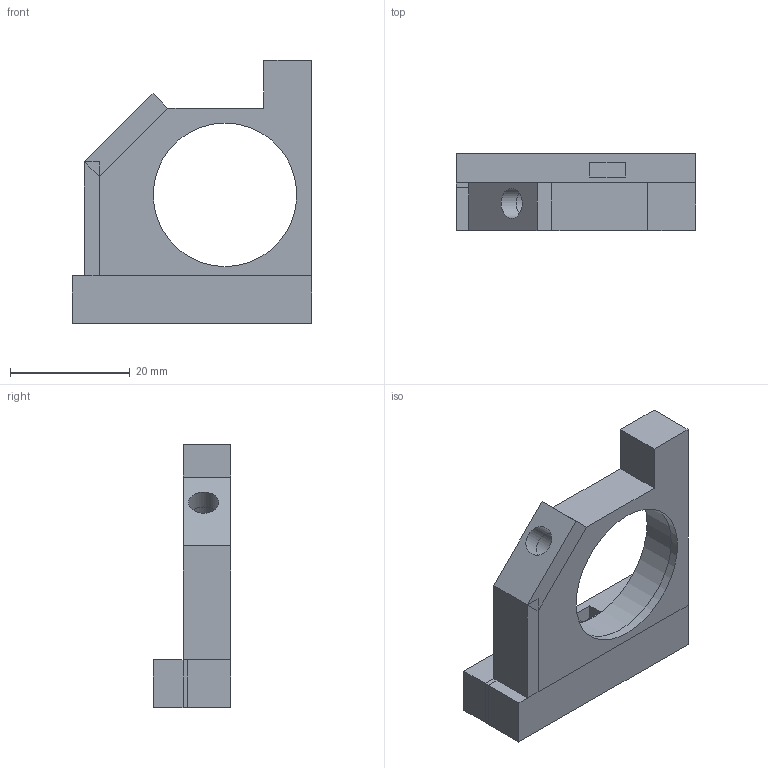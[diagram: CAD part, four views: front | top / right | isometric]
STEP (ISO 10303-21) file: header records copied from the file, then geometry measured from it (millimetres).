
FILE_DESCRIPTION(('FreeCAD Model'),'2;1');
FILE_NAME('Open CASCADE Shape Model','2024-09-05T11:14:43',('Author'),( ''),'Open CASCADE STEP processor 7.6','FreeCAD','Unknown');
FILE_SCHEMA(('AUTOMOTIVE_DESIGN { 1 0 10303 214 1 1 1 1 }'));
Length unit declared in the file: millimetre
Products named in the file (1): Corpo
Bounding box: 40 x 13 x 44 mm (x, y, z)
Volume: 8374.8 mm3; surface area: 4972.6 mm2
Topology: 1 solids, 1 shells, 49 faces, 114 edges, 68 vertices
Faces by surface type: plane 42, cylinder 7
Full cylindrical faces by diameter (mm): 3.4 x2, 5 x2, 6 x1, 24 x1, 25.6 x1
Entity records: 1538 total; most frequent: CARTESIAN_POINT 385, ORIENTED_EDGE 228, DIRECTION 223, EDGE_CURVE 114, LINE 101, VECTOR 101, VERTEX_POINT 68, AXIS2_PLACEMENT_3D 61
